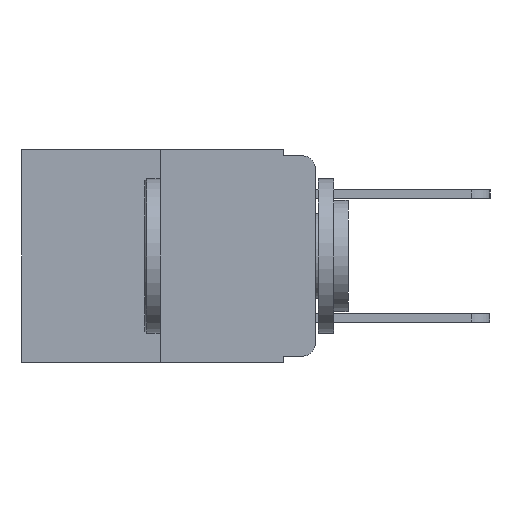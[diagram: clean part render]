
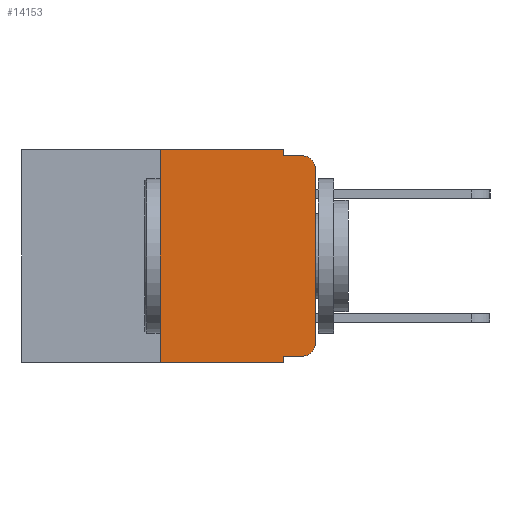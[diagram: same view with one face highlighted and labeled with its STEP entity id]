
A CAD part, left-side view. The second image highlights one B-rep face of the part: STEP entity #14153.
In plain terms, the highlighted planar face has unit normal (-1, 0, 0).
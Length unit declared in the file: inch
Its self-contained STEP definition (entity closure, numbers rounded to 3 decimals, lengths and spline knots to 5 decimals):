
#274 = VECTOR ( 'NONE', #5999, 39.37008 ) ;
#816 = LINE ( 'NONE', #6522, #15595 ) ;
#939 = CARTESIAN_POINT ( 'NONE',  ( 0., 0.473, -0.343 ) ) ;
#1188 = AXIS2_PLACEMENT_3D ( 'NONE', #5729, #5683, #5679 ) ;
#1348 = LINE ( 'NONE', #6254, #9070 ) ;
#1364 = ORIENTED_EDGE ( 'NONE', *, *, #7967, .T. ) ;
#1611 = VERTEX_POINT ( 'NONE', #3066 ) ;
#1894 = CIRCLE ( 'NONE', #17382, 0.02 ) ;
#2362 = VECTOR ( 'NONE', #15437, 39.37008 ) ;
#2822 = CARTESIAN_POINT ( 'NONE',  ( 0., 0.051, -0.343 ) ) ;
#3066 = CARTESIAN_POINT ( 'NONE',  ( 0., 0.02, -0.333 ) ) ;
#3389 = ORIENTED_EDGE ( 'NONE', *, *, #7969, .T. ) ;
#4117 = ORIENTED_EDGE ( 'NONE', *, *, #8012, .F. ) ;
#4145 = ORIENTED_EDGE ( 'NONE', *, *, #7989, .F. ) ;
#4191 = LINE ( 'NONE', #5819, #11888 ) ;
#4572 = CARTESIAN_POINT ( 'NONE',  ( 0., 0., -0.03 ) ) ;
#4700 = CIRCLE ( 'NONE', #1188, 0.02 ) ;
#4985 = VERTEX_POINT ( 'NONE', #18057 ) ;
#5190 = LINE ( 'NONE', #6025, #274 ) ;
#5679 = DIRECTION ( 'NONE',  ( 0., 0., -1. ) ) ;
#5683 = DIRECTION ( 'NONE',  ( -1., 0., 0. ) ) ;
#5706 = VECTOR ( 'NONE', #6562, 39.37008 ) ;
#5729 = CARTESIAN_POINT ( 'NONE',  ( 0., 0.02, -0.313 ) ) ;
#5740 = EDGE_CURVE ( 'NONE', #9882, #14977, #7048, .T. ) ;
#5819 = CARTESIAN_POINT ( 'NONE',  ( 0., 0.051, -0.333 ) ) ;
#5841 = DIRECTION ( 'NONE',  ( 0., 0., -1. ) ) ;
#5888 = DIRECTION ( 'NONE',  ( 0., -1., 0. ) ) ;
#5935 = CARTESIAN_POINT ( 'NONE',  ( 0., 0.051, 0. ) ) ;
#5999 = DIRECTION ( 'NONE',  ( 0., 0., 1. ) ) ;
#6025 = CARTESIAN_POINT ( 'NONE',  ( 0., 0.25, 0. ) ) ;
#6047 = CARTESIAN_POINT ( 'NONE',  ( 0., 0.051, -0.333 ) ) ;
#6184 = DIRECTION ( 'NONE',  ( 0., 0., -1. ) ) ;
#6254 = CARTESIAN_POINT ( 'NONE',  ( 0., 0.051, 0. ) ) ;
#6391 = DIRECTION ( 'NONE',  ( 0., -1., 0. ) ) ;
#6415 = DIRECTION ( 'NONE',  ( 0., 0., -1. ) ) ;
#6418 = DIRECTION ( 'NONE',  ( -1., 0., 0. ) ) ;
#6461 = CARTESIAN_POINT ( 'NONE',  ( 0., 0.02, -0.03 ) ) ;
#6522 = CARTESIAN_POINT ( 'NONE',  ( 0., 0.051, -0.01 ) ) ;
#6544 = CARTESIAN_POINT ( 'NONE',  ( 0., 0., 0. ) ) ;
#6562 = DIRECTION ( 'NONE',  ( 0., 0., 1. ) ) ;
#6848 = VERTEX_POINT ( 'NONE', #16759 ) ;
#7048 = LINE ( 'NONE', #939, #2362 ) ;
#7089 = ORIENTED_EDGE ( 'NONE', *, *, #8059, .F. ) ;
#7236 = CARTESIAN_POINT ( 'NONE',  ( 0., 0.051, 0. ) ) ;
#7859 = DIRECTION ( 'NONE',  ( 1., 0., 0. ) ) ;
#7928 = ORIENTED_EDGE ( 'NONE', *, *, #8061, .T. ) ;
#7967 = EDGE_CURVE ( 'NONE', #4985, #8199, #16375, .T. ) ;
#7969 = EDGE_CURVE ( 'NONE', #8199, #8971, #1894, .T. ) ;
#7989 = EDGE_CURVE ( 'NONE', #6848, #8971, #816, .T. ) ;
#8012 = EDGE_CURVE ( 'NONE', #10084, #6848, #1348, .T. ) ;
#8024 = ORIENTED_EDGE ( 'NONE', *, *, #8035, .F. ) ;
#8035 = EDGE_CURVE ( 'NONE', #9882, #9361, #5190, .T. ) ;
#8059 = EDGE_CURVE ( 'NONE', #15017, #14977, #17932, .T. ) ;
#8061 = EDGE_CURVE ( 'NONE', #15017, #1611, #4191, .T. ) ;
#8064 = EDGE_CURVE ( 'NONE', #1611, #4985, #4700, .T. ) ;
#8157 = CARTESIAN_POINT ( 'NONE',  ( 0., 0.25, -0.343 ) ) ;
#8199 = VERTEX_POINT ( 'NONE', #4572 ) ;
#8971 = VERTEX_POINT ( 'NONE', #15547 ) ;
#9070 = VECTOR ( 'NONE', #6184, 39.37008 ) ;
#9149 = VECTOR ( 'NONE', #16516, 39.37008 ) ;
#9361 = VERTEX_POINT ( 'NONE', #10054 ) ;
#9882 = VERTEX_POINT ( 'NONE', #8157 ) ;
#10054 = CARTESIAN_POINT ( 'NONE',  ( 0., 0.25, 0. ) ) ;
#10084 = VERTEX_POINT ( 'NONE', #7236 ) ;
#11823 = ORIENTED_EDGE ( 'NONE', *, *, #14708, .F. ) ;
#11888 = VECTOR ( 'NONE', #5888, 39.37008 ) ;
#11971 = PLANE ( 'NONE',  #17705 ) ;
#12718 = ORIENTED_EDGE ( 'NONE', *, *, #5740, .T. ) ;
#14153 = ADVANCED_FACE ( 'NONE', ( #14893 ), #11971, .F. ) ;
#14473 = ORIENTED_EDGE ( 'NONE', *, *, #8064, .T. ) ;
#14666 = EDGE_LOOP ( 'NONE', ( #1364, #3389, #4145, #4117, #11823, #8024, #12718, #7089, #7928, #14473 ) ) ;
#14708 = EDGE_CURVE ( 'NONE', #9361, #10084, #16046, .T. ) ;
#14801 = VECTOR ( 'NONE', #5841, 39.37008 ) ;
#14893 = FACE_OUTER_BOUND ( 'NONE', #14666, .T. ) ;
#14977 = VERTEX_POINT ( 'NONE', #2822 ) ;
#15017 = VERTEX_POINT ( 'NONE', #6047 ) ;
#15331 = CARTESIAN_POINT ( 'NONE',  ( 0., 0.473, 0. ) ) ;
#15437 = DIRECTION ( 'NONE',  ( 0., -1., 0. ) ) ;
#15547 = CARTESIAN_POINT ( 'NONE',  ( 0., 0.02, -0.01 ) ) ;
#15595 = VECTOR ( 'NONE', #6391, 39.37008 ) ;
#15737 = CARTESIAN_POINT ( 'NONE',  ( 0., 0.473, 0. ) ) ;
#16046 = LINE ( 'NONE', #15331, #9149 ) ;
#16375 = LINE ( 'NONE', #6544, #5706 ) ;
#16516 = DIRECTION ( 'NONE',  ( 0., -1., 0. ) ) ;
#16759 = CARTESIAN_POINT ( 'NONE',  ( 0., 0.051, -0.01 ) ) ;
#16934 = DIRECTION ( 'NONE',  ( 0., 0., -1. ) ) ;
#17382 = AXIS2_PLACEMENT_3D ( 'NONE', #6461, #6418, #6415 ) ;
#17705 = AXIS2_PLACEMENT_3D ( 'NONE', #15737, #7859, #16934 ) ;
#17932 = LINE ( 'NONE', #5935, #14801 ) ;
#18057 = CARTESIAN_POINT ( 'NONE',  ( 0., 0., -0.313 ) ) ;
